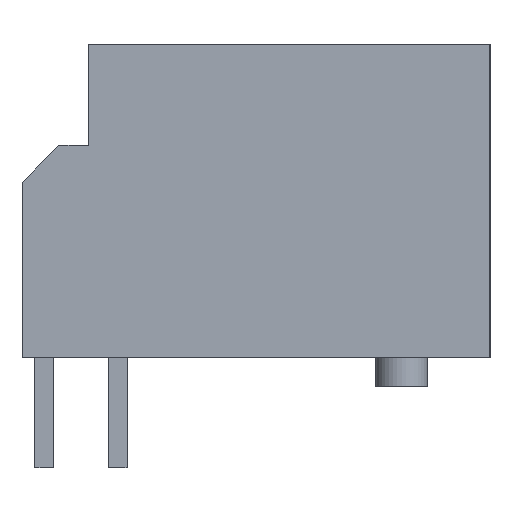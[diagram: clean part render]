
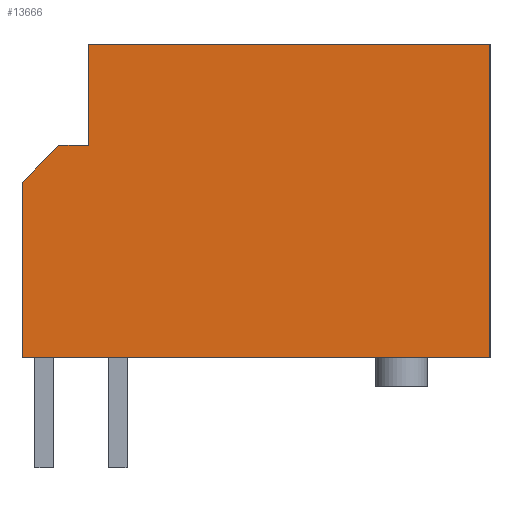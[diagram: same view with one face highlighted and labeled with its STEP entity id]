
A CAD part, left-side view. The second image highlights one B-rep face of the part: STEP entity #13666.
In plain terms, the highlighted planar face has unit normal (-1, 0, 0).
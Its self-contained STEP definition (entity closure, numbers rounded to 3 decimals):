
#3342 = PLANE('',#3343);
#3343 = AXIS2_PLACEMENT_3D('',#3344,#3345,#3346);
#3344 = CARTESIAN_POINT('',(-2.,-12.1,0.));
#3345 = DIRECTION('',(0.,0.,1.));
#3346 = DIRECTION('',(0.,1.,0.));
#6749 = VERTEX_POINT('',#6750);
#6750 = CARTESIAN_POINT('',(-2.,-12.1,0.));
#6764 = PLANE('',#6765);
#6765 = AXIS2_PLACEMENT_3D('',#6766,#6767,#6768);
#6766 = CARTESIAN_POINT('',(-2.,-12.1,8.5));
#6767 = DIRECTION('',(0.,1.,0.));
#6768 = DIRECTION('',(0.,0.,-1.));
#6776 = EDGE_CURVE('',#6777,#6749,#6779,.T.);
#6777 = VERTEX_POINT('',#6778);
#6778 = CARTESIAN_POINT('',(-2.,0.6,0.));
#6779 = SURFACE_CURVE('',#6780,(#6784,#6791),.PCURVE_S1.);
#6780 = LINE('',#6781,#6782);
#6781 = CARTESIAN_POINT('',(-2.,-12.1,0.));
#6782 = VECTOR('',#6783,1.);
#6783 = DIRECTION('',(0.,-1.,0.));
#6784 = PCURVE('',#3342,#6785);
#6785 = DEFINITIONAL_REPRESENTATION('',(#6786),#6790);
#6786 = LINE('',#6787,#6788);
#6787 = CARTESIAN_POINT('',(0.,0.));
#6788 = VECTOR('',#6789,1.);
#6789 = DIRECTION('',(-1.,0.));
#6790 = ( GEOMETRIC_REPRESENTATION_CONTEXT(2) 
PARAMETRIC_REPRESENTATION_CONTEXT() REPRESENTATION_CONTEXT('2D SPACE',''
  ) );
#6791 = PCURVE('',#6792,#6797);
#6792 = PLANE('',#6793);
#6793 = AXIS2_PLACEMENT_3D('',#6794,#6795,#6796);
#6794 = CARTESIAN_POINT('',(-2.,0.6,8.5));
#6795 = DIRECTION('',(-1.,0.,0.));
#6796 = DIRECTION('',(0.,0.,-1.));
#6797 = DEFINITIONAL_REPRESENTATION('',(#6798),#6802);
#6798 = LINE('',#6799,#6800);
#6799 = CARTESIAN_POINT('',(8.5,12.7));
#6800 = VECTOR('',#6801,1.);
#6801 = DIRECTION('',(0.,1.));
#6802 = ( GEOMETRIC_REPRESENTATION_CONTEXT(2) 
PARAMETRIC_REPRESENTATION_CONTEXT() REPRESENTATION_CONTEXT('2D SPACE',''
  ) );
#6820 = PLANE('',#6821);
#6821 = AXIS2_PLACEMENT_3D('',#6822,#6823,#6824);
#6822 = CARTESIAN_POINT('',(-2.,0.6,4.75));
#6823 = DIRECTION('',(0.,-1.,0.));
#6824 = DIRECTION('',(0.,0.,1.));
#8947 = PLANE('',#8948);
#8948 = AXIS2_PLACEMENT_3D('',#8949,#8950,#8951);
#8949 = CARTESIAN_POINT('',(-2.,-1.2,5.75));
#8950 = DIRECTION('',(0.,-1.,0.));
#8951 = DIRECTION('',(0.,0.,1.));
#10932 = PLANE('',#10933);
#10933 = AXIS2_PLACEMENT_3D('',#10934,#10935,#10936);
#10934 = CARTESIAN_POINT('',(-2.,0.6,4.75));
#10935 = DIRECTION('',(0.,-0.707,
    -0.707));
#10936 = DIRECTION('',(0.,-0.707,
    0.707));
#10960 = PLANE('',#10961);
#10961 = AXIS2_PLACEMENT_3D('',#10962,#10963,#10964);
#10962 = CARTESIAN_POINT('',(-2.,-0.4,5.75));
#10963 = DIRECTION('',(0.,0.,-1.));
#10964 = DIRECTION('',(0.,-1.,0.));
#12996 = VERTEX_POINT('',#12997);
#12997 = CARTESIAN_POINT('',(-2.,0.6,4.75));
#13020 = EDGE_CURVE('',#12996,#6777,#13021,.T.);
#13021 = SURFACE_CURVE('',#13022,(#13026,#13033),.PCURVE_S1.);
#13022 = LINE('',#13023,#13024);
#13023 = CARTESIAN_POINT('',(-2.,0.6,4.75));
#13024 = VECTOR('',#13025,1.);
#13025 = DIRECTION('',(0.,0.,-1.));
#13026 = PCURVE('',#6820,#13027);
#13027 = DEFINITIONAL_REPRESENTATION('',(#13028),#13032);
#13028 = LINE('',#13029,#13030);
#13029 = CARTESIAN_POINT('',(0.,0.));
#13030 = VECTOR('',#13031,1.);
#13031 = DIRECTION('',(-1.,0.));
#13032 = ( GEOMETRIC_REPRESENTATION_CONTEXT(2) 
PARAMETRIC_REPRESENTATION_CONTEXT() REPRESENTATION_CONTEXT('2D SPACE',''
  ) );
#13033 = PCURVE('',#6792,#13034);
#13034 = DEFINITIONAL_REPRESENTATION('',(#13035),#13039);
#13035 = LINE('',#13036,#13037);
#13036 = CARTESIAN_POINT('',(3.75,0.));
#13037 = VECTOR('',#13038,1.);
#13038 = DIRECTION('',(1.,0.));
#13039 = ( GEOMETRIC_REPRESENTATION_CONTEXT(2) 
PARAMETRIC_REPRESENTATION_CONTEXT() REPRESENTATION_CONTEXT('2D SPACE',''
  ) );
#13202 = VERTEX_POINT('',#13203);
#13203 = CARTESIAN_POINT('',(-2.,-12.1,8.5));
#13217 = PLANE('',#13218);
#13218 = AXIS2_PLACEMENT_3D('',#13219,#13220,#13221);
#13219 = CARTESIAN_POINT('',(-2.,-12.1,8.5));
#13220 = DIRECTION('',(0.,0.,-1.));
#13221 = DIRECTION('',(0.,-1.,0.));
#13229 = EDGE_CURVE('',#6749,#13202,#13230,.T.);
#13230 = SURFACE_CURVE('',#13231,(#13235,#13242),.PCURVE_S1.);
#13231 = LINE('',#13232,#13233);
#13232 = CARTESIAN_POINT('',(-2.,-12.1,8.5));
#13233 = VECTOR('',#13234,1.);
#13234 = DIRECTION('',(0.,0.,1.));
#13235 = PCURVE('',#6764,#13236);
#13236 = DEFINITIONAL_REPRESENTATION('',(#13237),#13241);
#13237 = LINE('',#13238,#13239);
#13238 = CARTESIAN_POINT('',(0.,0.));
#13239 = VECTOR('',#13240,1.);
#13240 = DIRECTION('',(-1.,0.));
#13241 = ( GEOMETRIC_REPRESENTATION_CONTEXT(2) 
PARAMETRIC_REPRESENTATION_CONTEXT() REPRESENTATION_CONTEXT('2D SPACE',''
  ) );
#13242 = PCURVE('',#6792,#13243);
#13243 = DEFINITIONAL_REPRESENTATION('',(#13244),#13248);
#13244 = LINE('',#13245,#13246);
#13245 = CARTESIAN_POINT('',(0.,12.7));
#13246 = VECTOR('',#13247,1.);
#13247 = DIRECTION('',(-1.,0.));
#13248 = ( GEOMETRIC_REPRESENTATION_CONTEXT(2) 
PARAMETRIC_REPRESENTATION_CONTEXT() REPRESENTATION_CONTEXT('2D SPACE',''
  ) );
#13666 = ADVANCED_FACE('',(#13667),#6792,.T.);
#13667 = FACE_BOUND('',#13668,.T.);
#13668 = EDGE_LOOP('',(#13669,#13692,#13715,#13738,#13759,#13760,#13761)
  );
#13669 = ORIENTED_EDGE('',*,*,#13670,.T.);
#13670 = EDGE_CURVE('',#13202,#13671,#13673,.T.);
#13671 = VERTEX_POINT('',#13672);
#13672 = CARTESIAN_POINT('',(-2.,-1.2,8.5));
#13673 = SURFACE_CURVE('',#13674,(#13678,#13685),.PCURVE_S1.);
#13674 = LINE('',#13675,#13676);
#13675 = CARTESIAN_POINT('',(-2.,-12.1,8.5));
#13676 = VECTOR('',#13677,1.);
#13677 = DIRECTION('',(0.,1.,0.));
#13678 = PCURVE('',#6792,#13679);
#13679 = DEFINITIONAL_REPRESENTATION('',(#13680),#13684);
#13680 = LINE('',#13681,#13682);
#13681 = CARTESIAN_POINT('',(0.,12.7));
#13682 = VECTOR('',#13683,1.);
#13683 = DIRECTION('',(0.,-1.));
#13684 = ( GEOMETRIC_REPRESENTATION_CONTEXT(2) 
PARAMETRIC_REPRESENTATION_CONTEXT() REPRESENTATION_CONTEXT('2D SPACE',''
  ) );
#13685 = PCURVE('',#13217,#13686);
#13686 = DEFINITIONAL_REPRESENTATION('',(#13687),#13691);
#13687 = LINE('',#13688,#13689);
#13688 = CARTESIAN_POINT('',(0.,0.));
#13689 = VECTOR('',#13690,1.);
#13690 = DIRECTION('',(-1.,0.));
#13691 = ( GEOMETRIC_REPRESENTATION_CONTEXT(2) 
PARAMETRIC_REPRESENTATION_CONTEXT() REPRESENTATION_CONTEXT('2D SPACE',''
  ) );
#13692 = ORIENTED_EDGE('',*,*,#13693,.T.);
#13693 = EDGE_CURVE('',#13671,#13694,#13696,.T.);
#13694 = VERTEX_POINT('',#13695);
#13695 = CARTESIAN_POINT('',(-2.,-1.2,5.75));
#13696 = SURFACE_CURVE('',#13697,(#13701,#13708),.PCURVE_S1.);
#13697 = LINE('',#13698,#13699);
#13698 = CARTESIAN_POINT('',(-2.,-1.2,5.75));
#13699 = VECTOR('',#13700,1.);
#13700 = DIRECTION('',(0.,0.,-1.));
#13701 = PCURVE('',#6792,#13702);
#13702 = DEFINITIONAL_REPRESENTATION('',(#13703),#13707);
#13703 = LINE('',#13704,#13705);
#13704 = CARTESIAN_POINT('',(2.75,1.8));
#13705 = VECTOR('',#13706,1.);
#13706 = DIRECTION('',(1.,0.));
#13707 = ( GEOMETRIC_REPRESENTATION_CONTEXT(2) 
PARAMETRIC_REPRESENTATION_CONTEXT() REPRESENTATION_CONTEXT('2D SPACE',''
  ) );
#13708 = PCURVE('',#8947,#13709);
#13709 = DEFINITIONAL_REPRESENTATION('',(#13710),#13714);
#13710 = LINE('',#13711,#13712);
#13711 = CARTESIAN_POINT('',(0.,0.));
#13712 = VECTOR('',#13713,1.);
#13713 = DIRECTION('',(-1.,0.));
#13714 = ( GEOMETRIC_REPRESENTATION_CONTEXT(2) 
PARAMETRIC_REPRESENTATION_CONTEXT() REPRESENTATION_CONTEXT('2D SPACE',''
  ) );
#13715 = ORIENTED_EDGE('',*,*,#13716,.T.);
#13716 = EDGE_CURVE('',#13694,#13717,#13719,.T.);
#13717 = VERTEX_POINT('',#13718);
#13718 = CARTESIAN_POINT('',(-2.,-0.4,5.75));
#13719 = SURFACE_CURVE('',#13720,(#13724,#13731),.PCURVE_S1.);
#13720 = LINE('',#13721,#13722);
#13721 = CARTESIAN_POINT('',(-2.,-0.4,5.75));
#13722 = VECTOR('',#13723,1.);
#13723 = DIRECTION('',(0.,1.,0.));
#13724 = PCURVE('',#6792,#13725);
#13725 = DEFINITIONAL_REPRESENTATION('',(#13726),#13730);
#13726 = LINE('',#13727,#13728);
#13727 = CARTESIAN_POINT('',(2.75,1.));
#13728 = VECTOR('',#13729,1.);
#13729 = DIRECTION('',(0.,-1.));
#13730 = ( GEOMETRIC_REPRESENTATION_CONTEXT(2) 
PARAMETRIC_REPRESENTATION_CONTEXT() REPRESENTATION_CONTEXT('2D SPACE',''
  ) );
#13731 = PCURVE('',#10960,#13732);
#13732 = DEFINITIONAL_REPRESENTATION('',(#13733),#13737);
#13733 = LINE('',#13734,#13735);
#13734 = CARTESIAN_POINT('',(0.,0.));
#13735 = VECTOR('',#13736,1.);
#13736 = DIRECTION('',(-1.,0.));
#13737 = ( GEOMETRIC_REPRESENTATION_CONTEXT(2) 
PARAMETRIC_REPRESENTATION_CONTEXT() REPRESENTATION_CONTEXT('2D SPACE',''
  ) );
#13738 = ORIENTED_EDGE('',*,*,#13739,.T.);
#13739 = EDGE_CURVE('',#13717,#12996,#13740,.T.);
#13740 = SURFACE_CURVE('',#13741,(#13745,#13752),.PCURVE_S1.);
#13741 = LINE('',#13742,#13743);
#13742 = CARTESIAN_POINT('',(-2.,0.6,4.75));
#13743 = VECTOR('',#13744,1.);
#13744 = DIRECTION('',(0.,0.707,
    -0.707));
#13745 = PCURVE('',#6792,#13746);
#13746 = DEFINITIONAL_REPRESENTATION('',(#13747),#13751);
#13747 = LINE('',#13748,#13749);
#13748 = CARTESIAN_POINT('',(3.75,0.));
#13749 = VECTOR('',#13750,1.);
#13750 = DIRECTION('',(0.707,-0.707));
#13751 = ( GEOMETRIC_REPRESENTATION_CONTEXT(2) 
PARAMETRIC_REPRESENTATION_CONTEXT() REPRESENTATION_CONTEXT('2D SPACE',''
  ) );
#13752 = PCURVE('',#10932,#13753);
#13753 = DEFINITIONAL_REPRESENTATION('',(#13754),#13758);
#13754 = LINE('',#13755,#13756);
#13755 = CARTESIAN_POINT('',(0.,0.));
#13756 = VECTOR('',#13757,1.);
#13757 = DIRECTION('',(-1.,0.));
#13758 = ( GEOMETRIC_REPRESENTATION_CONTEXT(2) 
PARAMETRIC_REPRESENTATION_CONTEXT() REPRESENTATION_CONTEXT('2D SPACE',''
  ) );
#13759 = ORIENTED_EDGE('',*,*,#13020,.T.);
#13760 = ORIENTED_EDGE('',*,*,#6776,.T.);
#13761 = ORIENTED_EDGE('',*,*,#13229,.T.);
